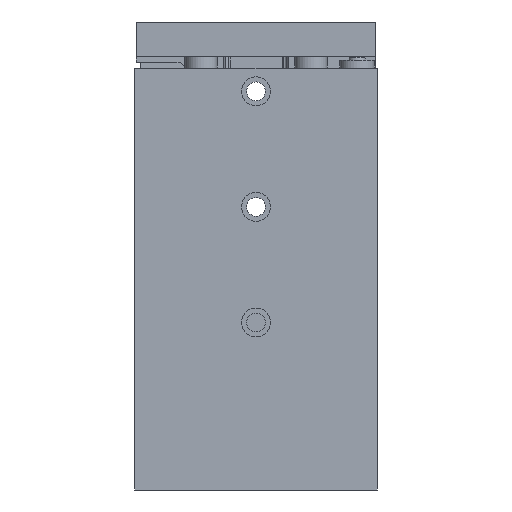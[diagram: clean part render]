
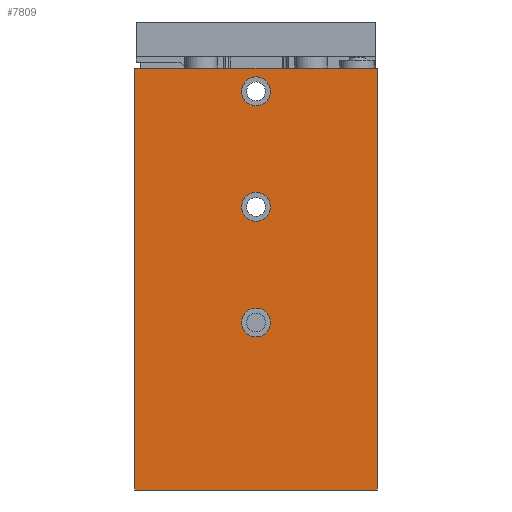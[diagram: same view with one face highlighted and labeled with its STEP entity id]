
A CAD part, front view. The second image highlights one B-rep face of the part: STEP entity #7809.
In plain terms, the highlighted planar face has unit normal (0, -1, 0).
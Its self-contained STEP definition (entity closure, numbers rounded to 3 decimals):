
#88=LINE('',#11419,#538);
#122=LINE('',#11495,#572);
#144=LINE('',#11587,#594);
#145=LINE('',#11595,#595);
#538=VECTOR('',#9175,1000.);
#572=VECTOR('',#9227,1000.);
#594=VECTOR('',#9297,1000.);
#595=VECTOR('',#9306,1000.);
#985=PLANE('',#8284);
#1275=ORIENTED_EDGE('',*,*,#3106,.F.);
#1276=ORIENTED_EDGE('',*,*,#3107,.F.);
#1277=ORIENTED_EDGE('',*,*,#3108,.F.);
#1278=ORIENTED_EDGE('',*,*,#3025,.F.);
#1279=ORIENTED_EDGE('',*,*,#3105,.F.);
#1280=ORIENTED_EDGE('',*,*,#3063,.T.);
#1281=ORIENTED_EDGE('',*,*,#3109,.T.);
#3025=EDGE_CURVE('',#3947,#3948,#88,.T.);
#3063=EDGE_CURVE('',#3981,#3980,#122,.T.);
#3105=EDGE_CURVE('',#3981,#3947,#144,.T.);
#3106=EDGE_CURVE('',#4017,#4017,#4627,.T.);
#3107=EDGE_CURVE('',#4018,#4018,#4628,.T.);
#3108=EDGE_CURVE('',#4019,#4019,#4629,.T.);
#3109=EDGE_CURVE('',#3980,#3948,#145,.T.);
#3947=VERTEX_POINT('',#11418);
#3948=VERTEX_POINT('',#11420);
#3980=VERTEX_POINT('',#11494);
#3981=VERTEX_POINT('',#11496);
#4017=VERTEX_POINT('',#11590);
#4018=VERTEX_POINT('',#11592);
#4019=VERTEX_POINT('',#11594);
#4627=CIRCLE('',#8285,2.5);
#4628=CIRCLE('',#8286,2.5);
#4629=CIRCLE('',#8287,2.5);
#5069=EDGE_LOOP('',(#1275));
#5070=EDGE_LOOP('',(#1276));
#5071=EDGE_LOOP('',(#1277));
#5072=EDGE_LOOP('',(#1278,#1279,#1280,#1281));
#5687=FACE_BOUND('',#5069,.T.);
#5688=FACE_BOUND('',#5070,.T.);
#5689=FACE_BOUND('',#5071,.T.);
#5690=FACE_BOUND('',#5072,.T.);
#7809=ADVANCED_FACE('',(#5687,#5688,#5689,#5690),#985,.T.);
#8284=AXIS2_PLACEMENT_3D('',#11588,#9298,#9299);
#8285=AXIS2_PLACEMENT_3D('',#11589,#9300,#9301);
#8286=AXIS2_PLACEMENT_3D('',#11591,#9302,#9303);
#8287=AXIS2_PLACEMENT_3D('',#11593,#9304,#9305);
#9175=DIRECTION('',(1.,0.,0.));
#9227=DIRECTION('',(1.,0.,0.));
#9297=DIRECTION('',(0.,0.,1.));
#9298=DIRECTION('',(0.,-1.,0.));
#9299=DIRECTION('',(0.,0.,-1.));
#9300=DIRECTION('',(0.,-1.,0.));
#9301=DIRECTION('',(0.,0.,-1.));
#9302=DIRECTION('',(0.,-1.,0.));
#9303=DIRECTION('',(0.,0.,-1.));
#9304=DIRECTION('',(0.,-1.,0.));
#9305=DIRECTION('',(0.,0.,-1.));
#9306=DIRECTION('',(0.,0.,1.));
#11418=CARTESIAN_POINT('',(-21.,0.,0.));
#11419=CARTESIAN_POINT('',(-21.,0.,0.));
#11420=CARTESIAN_POINT('',(21.,0.,0.));
#11494=CARTESIAN_POINT('',(21.,0.,-73.));
#11495=CARTESIAN_POINT('',(-21.,0.,-73.));
#11496=CARTESIAN_POINT('',(-21.,0.,-73.));
#11587=CARTESIAN_POINT('',(-21.,0.,-73.));
#11588=CARTESIAN_POINT('',(-21.,0.,-73.));
#11589=CARTESIAN_POINT('',(0.,0.,-24.));
#11590=CARTESIAN_POINT('',(0.,0.,-26.5));
#11591=CARTESIAN_POINT('',(0.,0.,-44.));
#11592=CARTESIAN_POINT('',(0.,0.,-46.5));
#11593=CARTESIAN_POINT('',(0.,0.,-4.));
#11594=CARTESIAN_POINT('',(0.,0.,-6.5));
#11595=CARTESIAN_POINT('',(21.,0.,-73.));
